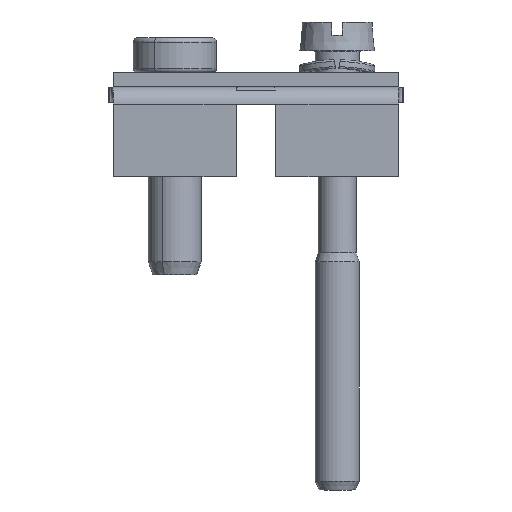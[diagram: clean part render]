
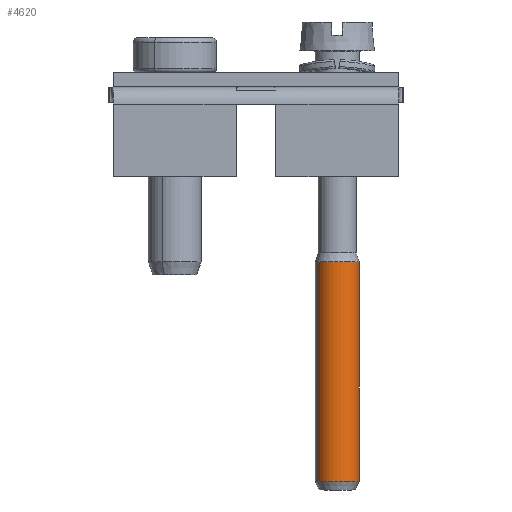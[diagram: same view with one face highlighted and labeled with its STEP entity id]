
A CAD part, front view. The second image highlights one B-rep face of the part: STEP entity #4620.
In plain terms, the highlighted cylindrical face has radius 2.5 mm (diameter 5 mm), a partial arc.
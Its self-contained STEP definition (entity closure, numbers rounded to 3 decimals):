
#4490=AXIS2_PLACEMENT_3D('Circle Axis2P3D',#4488,#4489,$) ;
#4581=AXIS2_PLACEMENT_3D('Cylinder Axis2P3D',#4578,#4579,#4580) ;
#4611=AXIS2_PLACEMENT_3D('Circle Axis2P3D',#4609,#4610,$) ;
#4466=CARTESIAN_POINT('Vertex',(23.806,3.801,26.)) ;
#4473=CARTESIAN_POINT('Vertex',(28.194,6.199,26.)) ;
#4488=CARTESIAN_POINT('Axis2P3D Location',(26.,5.,26.)) ;
#4578=CARTESIAN_POINT('Axis2P3D Location',(26.,5.,26.65)) ;
#4583=CARTESIAN_POINT('Line Origine',(23.806,3.801,13.5)) ;
#4587=CARTESIAN_POINT('Vertex',(23.806,3.801,1.)) ;
#4590=CARTESIAN_POINT('Line Origine',(28.194,6.199,13.5)) ;
#4594=CARTESIAN_POINT('Vertex',(28.194,6.199,1.)) ;
#4609=CARTESIAN_POINT('Axis2P3D Location',(26.,5.,1.)) ;
#4489=DIRECTION('Axis2P3D Direction',(0.,0.,-1.)) ;
#4579=DIRECTION('Axis2P3D Direction',(0.,0.,1.)) ;
#4580=DIRECTION('Axis2P3D XDirection',(0.878,0.479,0.)) ;
#4584=DIRECTION('Vector Direction',(0.,0.,1.)) ;
#4591=DIRECTION('Vector Direction',(0.,0.,1.)) ;
#4610=DIRECTION('Axis2P3D Direction',(0.,0.,1.)) ;
#4585=VECTOR('Line Direction',#4584,1.) ;
#4592=VECTOR('Line Direction',#4591,1.) ;
#4615=ORIENTED_EDGE('',*,*,#4596,.T.) ;
#4616=ORIENTED_EDGE('',*,*,#4492,.F.) ;
#4617=ORIENTED_EDGE('',*,*,#4589,.F.) ;
#4618=ORIENTED_EDGE('',*,*,#4613,.T.) ;
#4620=ADVANCED_FACE('K\X2\00F6\X0\rper.11',(#4619),#4582,.T.) ;
#4491=CIRCLE('generated circle',#4490,2.5) ;
#4612=CIRCLE('generated circle',#4611,2.5) ;
#4582=CYLINDRICAL_SURFACE('generated cylinder',#4581,2.5) ;
#4492=EDGE_CURVE('',#4467,#4474,#4491,.F.) ;
#4589=EDGE_CURVE('',#4588,#4467,#4586,.T.) ;
#4596=EDGE_CURVE('',#4595,#4474,#4593,.T.) ;
#4613=EDGE_CURVE('',#4588,#4595,#4612,.T.) ;
#4614=EDGE_LOOP('',(#4615,#4616,#4617,#4618)) ;
#4619=FACE_OUTER_BOUND('',#4614,.T.) ;
#4586=LINE('Line',#4583,#4585) ;
#4593=LINE('Line',#4590,#4592) ;
#4467=VERTEX_POINT('',#4466) ;
#4474=VERTEX_POINT('',#4473) ;
#4588=VERTEX_POINT('',#4587) ;
#4595=VERTEX_POINT('',#4594) ;
